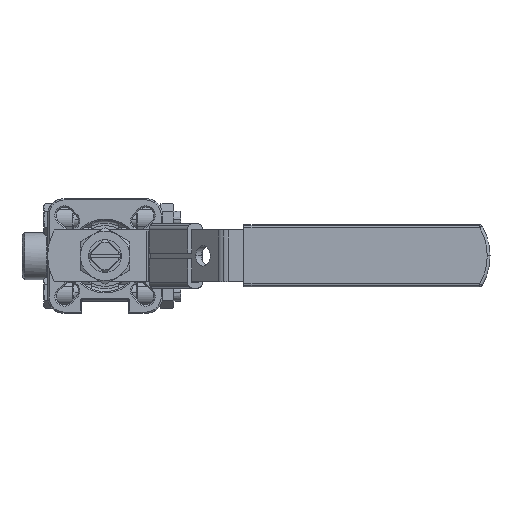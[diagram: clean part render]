
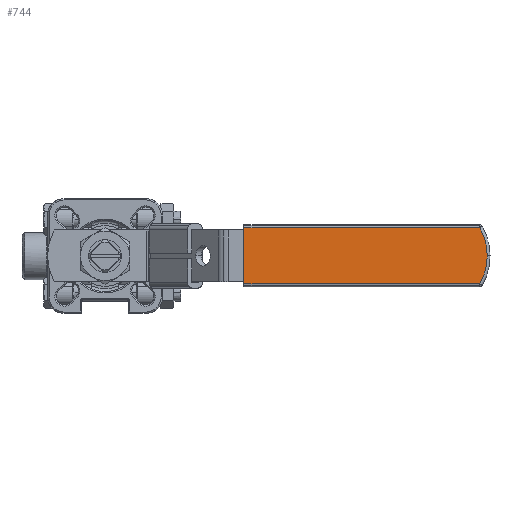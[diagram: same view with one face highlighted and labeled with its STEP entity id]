
A CAD part, top view. The second image highlights one B-rep face of the part: STEP entity #744.
In plain terms, the highlighted planar face has unit normal (0, 0, 1).
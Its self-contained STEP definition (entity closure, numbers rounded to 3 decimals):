
#744=ADVANCED_FACE('',(#2110),#2111,.T.);
#2110=FACE_OUTER_BOUND('',#3920,.T.);
#2111=PLANE('',#3921);
#3920=EDGE_LOOP('',(#8489,#8490,#8491,#8492,#8493));
#3921=AXIS2_PLACEMENT_3D('',#8494,#8495,#8496);
#8489=ORIENTED_EDGE('',*,*,#12767,.F.);
#8490=ORIENTED_EDGE('',*,*,#12809,.F.);
#8491=ORIENTED_EDGE('',*,*,#12752,.F.);
#8492=ORIENTED_EDGE('',*,*,#12796,.F.);
#8493=ORIENTED_EDGE('',*,*,#12764,.F.);
#8494=CARTESIAN_POINT('',(94.654,0.,71.));
#8495=DIRECTION('',(0.0,0.0,1.0));
#8496=DIRECTION('',(1.0,0.0,0.0));
#12752=EDGE_CURVE('',#15592,#15594,#15595,.T.);
#12764=EDGE_CURVE('',#15615,#15613,#15617,.T.);
#12767=EDGE_CURVE('',#15621,#15615,#15623,.T.);
#12796=EDGE_CURVE('',#15613,#15592,#15665,.T.);
#12809=EDGE_CURVE('',#15594,#15621,#15684,.T.);
#15592=VERTEX_POINT('',#21841);
#15594=VERTEX_POINT('',#21843);
#15595=LINE('',#21844,#21845);
#15613=VERTEX_POINT('',#21867);
#15615=VERTEX_POINT('',#21869);
#15617=CIRCLE('',#21871,20.8);
#15621=VERTEX_POINT('',#21876);
#15623=LINE('',#21878,#21879);
#15665=CIRCLE('',#21927,20.8);
#15684=LINE('',#21955,#21956);
#21841=CARTESIAN_POINT('',(137.071,-10.3,71.));
#21843=CARTESIAN_POINT('',(50.8,-10.3,71.));
#21844=CARTESIAN_POINT('',(94.437,-10.3,71.));
#21845=VECTOR('',#28285,10.0);
#21867=CARTESIAN_POINT('',(139.8,0.,71.));
#21869=CARTESIAN_POINT('',(137.071,10.3,71.));
#21871=AXIS2_PLACEMENT_3D('',#28311,#28312,#28313);
#21876=CARTESIAN_POINT('',(50.8,10.3,71.));
#21878=CARTESIAN_POINT('',(94.437,10.3,71.));
#21879=VECTOR('',#28318,10.0);
#21927=AXIS2_PLACEMENT_3D('',#28391,#28392,#28393);
#21955=CARTESIAN_POINT('',(50.8,11.3,71.));
#21956=VECTOR('',#28412,10.0);
#28285=DIRECTION('',(-1.0,0.,0.0));
#28311=CARTESIAN_POINT('',(119.0,0.,71.));
#28312=DIRECTION('',(0.0,-0.0,-1.0));
#28313=DIRECTION('',(1.0,0.,0.0));
#28318=DIRECTION('',(1.0,0.,0.0));
#28391=CARTESIAN_POINT('',(119.0,0.,71.));
#28392=DIRECTION('',(0.0,-0.0,-1.0));
#28393=DIRECTION('',(1.0,0.,0.0));
#28412=DIRECTION('',(0.0,1.0,0.0));
